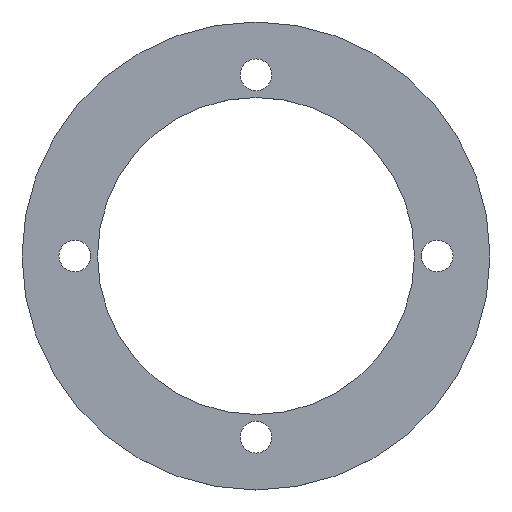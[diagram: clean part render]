
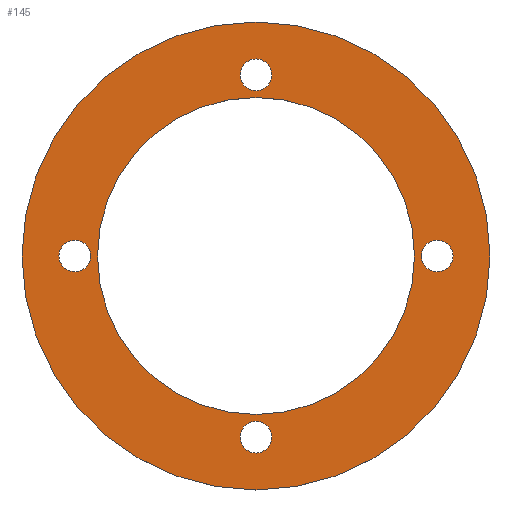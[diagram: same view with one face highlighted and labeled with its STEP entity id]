
A CAD part, top view. The second image highlights one B-rep face of the part: STEP entity #145.
In plain terms, the highlighted planar face has unit normal (0, 0, 1).
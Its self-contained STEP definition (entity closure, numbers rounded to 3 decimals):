
#1 = EDGE_LOOP ( 'NONE', ( #416, #448 ) ) ;
#4 = DIRECTION ( 'NONE',  ( 1., 0., 0. ) ) ;
#5 = DIRECTION ( 'NONE',  ( 0., 0., 1. ) ) ;
#16 = CARTESIAN_POINT ( 'NONE',  ( 0., 0., 0.8 ) ) ;
#33 = VERTEX_POINT ( 'NONE', #415 ) ;
#40 = CARTESIAN_POINT ( 'NONE',  ( 0., 24., 0.8 ) ) ;
#42 = ORIENTED_EDGE ( 'NONE', *, *, #473, .F. ) ;
#45 = CARTESIAN_POINT ( 'NONE',  ( -26.1, 0., 0.8 ) ) ;
#46 = DIRECTION ( 'NONE',  ( 1., 0., 0. ) ) ;
#47 = DIRECTION ( 'NONE',  ( 0., 0., 1. ) ) ;
#53 = DIRECTION ( 'NONE',  ( 0., 0., 1. ) ) ;
#64 = FACE_BOUND ( 'NONE', #492, .T. ) ;
#66 = VERTEX_POINT ( 'NONE', #106 ) ;
#69 = VERTEX_POINT ( 'NONE', #409 ) ;
#73 = DIRECTION ( 'NONE',  ( 0., 0., 1. ) ) ;
#76 = CARTESIAN_POINT ( 'NONE',  ( 24., 0., 0.8 ) ) ;
#77 = FACE_BOUND ( 'NONE', #335, .T. ) ;
#81 = VERTEX_POINT ( 'NONE', #445 ) ;
#88 = DIRECTION ( 'NONE',  ( 1., 0., 0. ) ) ;
#89 = CARTESIAN_POINT ( 'NONE',  ( 21., 0., 0.8 ) ) ;
#96 = FACE_BOUND ( 'NONE', #216, .T. ) ;
#106 = CARTESIAN_POINT ( 'NONE',  ( -21.9, 0., 0.8 ) ) ;
#115 = DIRECTION ( 'NONE',  ( 1., 0., 0. ) ) ;
#122 = VERTEX_POINT ( 'NONE', #369 ) ;
#123 = CARTESIAN_POINT ( 'NONE',  ( -2.1, -24., 0.8 ) ) ;
#135 = AXIS2_PLACEMENT_3D ( 'NONE', #40, #326, #88 ) ;
#138 = CIRCLE ( 'NONE', #227, 2.1 ) ;
#144 = VERTEX_POINT ( 'NONE', #410 ) ;
#145 = ADVANCED_FACE ( 'NONE', ( #165, #77, #387, #96, #64, #488 ), #435, .T. ) ;
#148 = DIRECTION ( 'NONE',  ( 0., 0., 1. ) ) ;
#156 = VERTEX_POINT ( 'NONE', #89 ) ;
#163 = VERTEX_POINT ( 'NONE', #123 ) ;
#164 = DIRECTION ( 'NONE',  ( 0., 0., 1. ) ) ;
#165 = FACE_BOUND ( 'NONE', #453, .T. ) ;
#166 = AXIS2_PLACEMENT_3D ( 'NONE', #195, #468, #238 ) ;
#172 = AXIS2_PLACEMENT_3D ( 'NONE', #235, #5, #281 ) ;
#174 = AXIS2_PLACEMENT_3D ( 'NONE', #76, #358, #115 ) ;
#175 = VERTEX_POINT ( 'NONE', #45 ) ;
#179 = AXIS2_PLACEMENT_3D ( 'NONE', #315, #73, #356 ) ;
#182 = CIRCLE ( 'NONE', #179, 31. ) ;
#189 = AXIS2_PLACEMENT_3D ( 'NONE', #303, #53, #338 ) ;
#195 = CARTESIAN_POINT ( 'NONE',  ( -24., 0., 0.8 ) ) ;
#198 = AXIS2_PLACEMENT_3D ( 'NONE', #443, #212, #491 ) ;
#205 = CARTESIAN_POINT ( 'NONE',  ( 0., 0., 0.8 ) ) ;
#207 = DIRECTION ( 'NONE',  ( 0., 0., 1. ) ) ;
#208 = AXIS2_PLACEMENT_3D ( 'NONE', #414, #164, #441 ) ;
#211 = AXIS2_PLACEMENT_3D ( 'NONE', #439, #47, #332 ) ;
#212 = DIRECTION ( 'NONE',  ( 0., 0., 1. ) ) ;
#215 = CIRCLE ( 'NONE', #211, 2.1 ) ;
#216 = EDGE_LOOP ( 'NONE', ( #457, #304 ) ) ;
#223 = EDGE_CURVE ( 'NONE', #367, #122, #470, .T. ) ;
#226 = AXIS2_PLACEMENT_3D ( 'NONE', #463, #234, #4 ) ;
#227 = AXIS2_PLACEMENT_3D ( 'NONE', #402, #148, #425 ) ;
#230 = AXIS2_PLACEMENT_3D ( 'NONE', #16, #297, #46 ) ;
#234 = DIRECTION ( 'NONE',  ( 0., 0., 1. ) ) ;
#235 = CARTESIAN_POINT ( 'NONE',  ( 0., 24., 0.8 ) ) ;
#236 = AXIS2_PLACEMENT_3D ( 'NONE', #205, #207, #481 ) ;
#238 = DIRECTION ( 'NONE',  ( 1., 0., 0. ) ) ;
#258 = CIRCLE ( 'NONE', #226, 2.1 ) ;
#260 = CIRCLE ( 'NONE', #135, 2.1 ) ;
#281 = DIRECTION ( 'NONE',  ( 1., 0., 0. ) ) ;
#284 = CARTESIAN_POINT ( 'NONE',  ( 31., 0., 0.8 ) ) ;
#289 = CIRCLE ( 'NONE', #172, 2.1 ) ;
#290 = ORIENTED_EDGE ( 'NONE', *, *, #347, .F. ) ;
#297 = DIRECTION ( 'NONE',  ( 0., 0., 1. ) ) ;
#302 = CIRCLE ( 'NONE', #174, 2.1 ) ;
#303 = CARTESIAN_POINT ( 'NONE',  ( 0., 0., 0.8 ) ) ;
#304 = ORIENTED_EDGE ( 'NONE', *, *, #469, .F. ) ;
#305 = CIRCLE ( 'NONE', #189, 21. ) ;
#315 = CARTESIAN_POINT ( 'NONE',  ( 0., 0., 0.8 ) ) ;
#326 = DIRECTION ( 'NONE',  ( 0., 0., 1. ) ) ;
#332 = DIRECTION ( 'NONE',  ( 1., 0., 0. ) ) ;
#334 = CARTESIAN_POINT ( 'NONE',  ( 26.1, 0., 0.8 ) ) ;
#335 = EDGE_LOOP ( 'NONE', ( #386, #400 ) ) ;
#338 = DIRECTION ( 'NONE',  ( 1., 0., 0. ) ) ;
#347 = EDGE_CURVE ( 'NONE', #175, #66, #258, .T. ) ;
#349 = ORIENTED_EDGE ( 'NONE', *, *, #484, .F. ) ;
#354 = EDGE_CURVE ( 'NONE', #163, #144, #138, .T. ) ;
#356 = DIRECTION ( 'NONE',  ( 1., 0., 0. ) ) ;
#358 = DIRECTION ( 'NONE',  ( 0., 0., 1. ) ) ;
#360 = CARTESIAN_POINT ( 'NONE',  ( 2.1, 24., 0.8 ) ) ;
#367 = VERTEX_POINT ( 'NONE', #284 ) ;
#369 = CARTESIAN_POINT ( 'NONE',  ( -31., 0., 0.8 ) ) ;
#371 = VERTEX_POINT ( 'NONE', #360 ) ;
#378 = ORIENTED_EDGE ( 'NONE', *, *, #354, .F. ) ;
#384 = ORIENTED_EDGE ( 'NONE', *, *, #433, .F. ) ;
#386 = ORIENTED_EDGE ( 'NONE', *, *, #398, .F. ) ;
#387 = FACE_OUTER_BOUND ( 'NONE', #1, .T. ) ;
#388 = EDGE_CURVE ( 'NONE', #33, #408, #215, .T. ) ;
#390 = CIRCLE ( 'NONE', #166, 2.1 ) ;
#394 = EDGE_LOOP ( 'NONE', ( #290, #349 ) ) ;
#398 = EDGE_CURVE ( 'NONE', #81, #156, #407, .T. ) ;
#400 = ORIENTED_EDGE ( 'NONE', *, *, #442, .F. ) ;
#402 = CARTESIAN_POINT ( 'NONE',  ( 0., -24., 0.8 ) ) ;
#407 = CIRCLE ( 'NONE', #208, 21. ) ;
#408 = VERTEX_POINT ( 'NONE', #334 ) ;
#409 = CARTESIAN_POINT ( 'NONE',  ( -2.1, 24., 0.8 ) ) ;
#410 = CARTESIAN_POINT ( 'NONE',  ( 2.1, -24., 0.8 ) ) ;
#414 = CARTESIAN_POINT ( 'NONE',  ( 0., 0., 0.8 ) ) ;
#415 = CARTESIAN_POINT ( 'NONE',  ( 21.9, 0., 0.8 ) ) ;
#416 = ORIENTED_EDGE ( 'NONE', *, *, #458, .T. ) ;
#425 = DIRECTION ( 'NONE',  ( 1., 0., 0. ) ) ;
#433 = EDGE_CURVE ( 'NONE', #144, #163, #508, .T. ) ;
#435 = PLANE ( 'NONE',  #236 ) ;
#439 = CARTESIAN_POINT ( 'NONE',  ( 24., 0., 0.8 ) ) ;
#441 = DIRECTION ( 'NONE',  ( 1., 0., 0. ) ) ;
#442 = EDGE_CURVE ( 'NONE', #156, #81, #305, .T. ) ;
#443 = CARTESIAN_POINT ( 'NONE',  ( 0., -24., 0.8 ) ) ;
#445 = CARTESIAN_POINT ( 'NONE',  ( -21., 0., 0.8 ) ) ;
#448 = ORIENTED_EDGE ( 'NONE', *, *, #223, .T. ) ;
#453 = EDGE_LOOP ( 'NONE', ( #378, #384 ) ) ;
#457 = ORIENTED_EDGE ( 'NONE', *, *, #507, .F. ) ;
#458 = EDGE_CURVE ( 'NONE', #122, #367, #182, .T. ) ;
#463 = CARTESIAN_POINT ( 'NONE',  ( -24., 0., 0.8 ) ) ;
#468 = DIRECTION ( 'NONE',  ( 0., 0., 1. ) ) ;
#469 = EDGE_CURVE ( 'NONE', #371, #69, #289, .T. ) ;
#470 = CIRCLE ( 'NONE', #230, 31. ) ;
#473 = EDGE_CURVE ( 'NONE', #408, #33, #302, .T. ) ;
#481 = DIRECTION ( 'NONE',  ( 1., 0., 0. ) ) ;
#484 = EDGE_CURVE ( 'NONE', #66, #175, #390, .T. ) ;
#486 = ORIENTED_EDGE ( 'NONE', *, *, #388, .F. ) ;
#488 = FACE_BOUND ( 'NONE', #394, .T. ) ;
#491 = DIRECTION ( 'NONE',  ( 1., 0., 0. ) ) ;
#492 = EDGE_LOOP ( 'NONE', ( #486, #42 ) ) ;
#507 = EDGE_CURVE ( 'NONE', #69, #371, #260, .T. ) ;
#508 = CIRCLE ( 'NONE', #198, 2.1 ) ;
